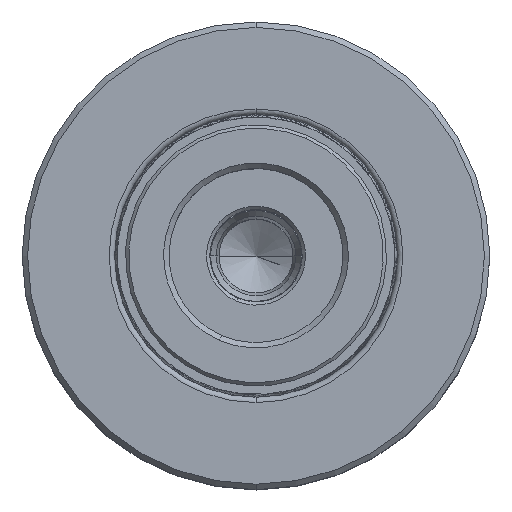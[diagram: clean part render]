
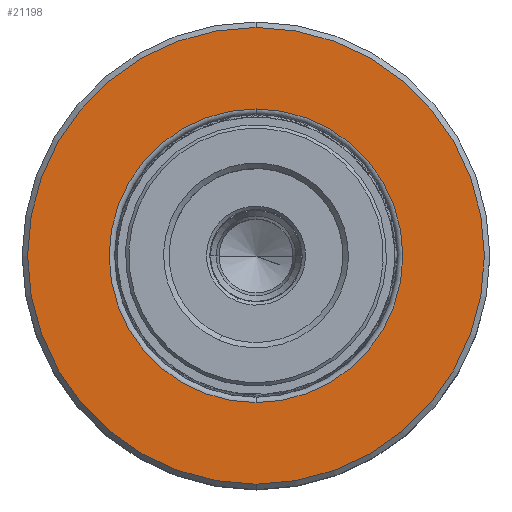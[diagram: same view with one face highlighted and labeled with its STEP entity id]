
A CAD part, top view. The second image highlights one B-rep face of the part: STEP entity #21198.
In plain terms, the highlighted face is planar.
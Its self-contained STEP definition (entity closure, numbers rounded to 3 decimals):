
#685 = DIRECTION ( 'NONE',  ( 0., -1., 0. ) ) ;
#4165 = DIRECTION ( 'NONE',  ( 0., 0., -1. ) ) ;
#4461 = CARTESIAN_POINT ( 'NONE',  ( 21., 10.687, 0. ) ) ;
#6323 = AXIS2_PLACEMENT_3D ( 'NONE', #13820, #685, #21613 ) ;
#6815 = CIRCLE ( 'NONE', #16998, 13.5 ) ;
#7158 = DIRECTION ( 'NONE',  ( 0., -1., 0. ) ) ;
#9509 = PLANE ( 'NONE',  #12454 ) ;
#9840 = CIRCLE ( 'NONE', #6323, 21. ) ;
#10004 = CARTESIAN_POINT ( 'NONE',  ( 0., 10.687, -13.5 ) ) ;
#10276 = DIRECTION ( 'NONE',  ( 0., 0., -1. ) ) ;
#12454 = AXIS2_PLACEMENT_3D ( 'NONE', #4461, #14692, #17185 ) ;
#12554 = FACE_BOUND ( 'NONE', #27564, .T. ) ;
#13820 = CARTESIAN_POINT ( 'NONE',  ( 0., 10.687, 0. ) ) ;
#14508 = EDGE_CURVE ( 'NONE', #27997, #30051, #22979, .T. ) ;
#14569 = AXIS2_PLACEMENT_3D ( 'NONE', #18071, #20712, #10276 ) ;
#14692 = DIRECTION ( 'NONE',  ( 0., 1., 0. ) ) ;
#16080 = CARTESIAN_POINT ( 'NONE',  ( 0., 10.687, 13.5 ) ) ;
#16998 = AXIS2_PLACEMENT_3D ( 'NONE', #30519, #25296, #4165 ) ;
#17185 = DIRECTION ( 'NONE',  ( 0., 0., 1. ) ) ;
#17418 = EDGE_CURVE ( 'NONE', #30988, #24997, #6815, .T. ) ;
#17686 = DIRECTION ( 'NONE',  ( 0., 0., -1. ) ) ;
#17886 = CARTESIAN_POINT ( 'NONE',  ( 0., 10.687, -21. ) ) ;
#18071 = CARTESIAN_POINT ( 'NONE',  ( 0., 10.687, 0. ) ) ;
#18849 = EDGE_CURVE ( 'NONE', #24997, #30988, #24846, .T. ) ;
#20712 = DIRECTION ( 'NONE',  ( 0., -1., 0. ) ) ;
#20963 = EDGE_LOOP ( 'NONE', ( #21734, #25662 ) ) ;
#21198 = ADVANCED_FACE ( 'NONE', ( #12554, #24852 ), #9509, .T. ) ;
#21613 = DIRECTION ( 'NONE',  ( 0., 0., -1. ) ) ;
#21734 = ORIENTED_EDGE ( 'NONE', *, *, #29247, .F. ) ;
#21927 = ORIENTED_EDGE ( 'NONE', *, *, #18849, .T. ) ;
#22979 = CIRCLE ( 'NONE', #14569, 21. ) ;
#24846 = CIRCLE ( 'NONE', #26730, 13.5 ) ;
#24852 = FACE_OUTER_BOUND ( 'NONE', #20963, .T. ) ;
#24997 = VERTEX_POINT ( 'NONE', #16080 ) ;
#25296 = DIRECTION ( 'NONE',  ( 0., -1., 0. ) ) ;
#25662 = ORIENTED_EDGE ( 'NONE', *, *, #14508, .F. ) ;
#26730 = AXIS2_PLACEMENT_3D ( 'NONE', #30758, #7158, #17686 ) ;
#27564 = EDGE_LOOP ( 'NONE', ( #31868, #21927 ) ) ;
#27997 = VERTEX_POINT ( 'NONE', #29052 ) ;
#29052 = CARTESIAN_POINT ( 'NONE',  ( 0., 10.687, 21. ) ) ;
#29247 = EDGE_CURVE ( 'NONE', #30051, #27997, #9840, .T. ) ;
#30051 = VERTEX_POINT ( 'NONE', #17886 ) ;
#30519 = CARTESIAN_POINT ( 'NONE',  ( 0., 10.687, 0. ) ) ;
#30758 = CARTESIAN_POINT ( 'NONE',  ( 0., 10.687, 0. ) ) ;
#30988 = VERTEX_POINT ( 'NONE', #10004 ) ;
#31868 = ORIENTED_EDGE ( 'NONE', *, *, #17418, .T. ) ;
